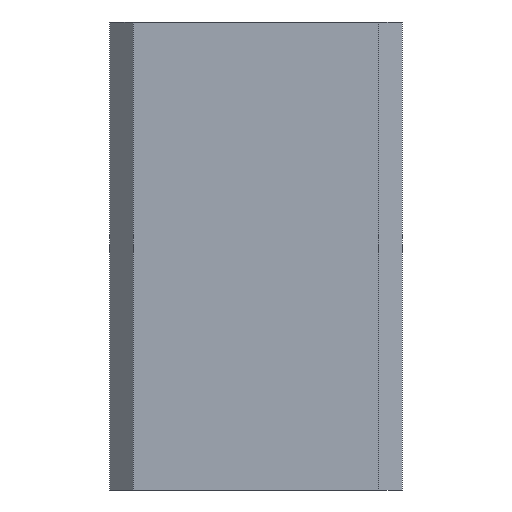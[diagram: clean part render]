
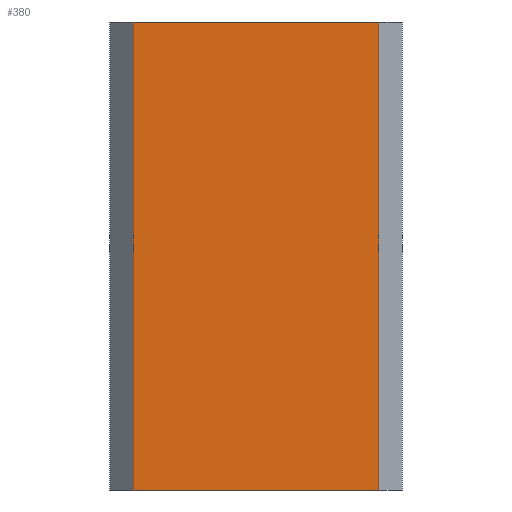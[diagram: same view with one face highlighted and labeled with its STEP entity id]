
A CAD part, front view. The second image highlights one B-rep face of the part: STEP entity #380.
In plain terms, the highlighted planar face has unit normal (0, -1, 0).
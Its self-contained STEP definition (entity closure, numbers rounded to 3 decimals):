
#28=PLANE('',#430);
#49=FACE_OUTER_BOUND('',#72,.T.);
#72=EDGE_LOOP('',(#317,#318,#319,#320));
#99=LINE('',#603,#138);
#116=LINE('',#638,#155);
#117=LINE('',#639,#156);
#118=LINE('',#640,#157);
#138=VECTOR('',#499,1000.);
#155=VECTOR('',#524,1000.);
#156=VECTOR('',#525,1000.);
#157=VECTOR('',#526,1000.);
#192=VERTEX_POINT('',#601);
#193=VERTEX_POINT('',#602);
#206=VERTEX_POINT('',#636);
#207=VERTEX_POINT('',#637);
#235=EDGE_CURVE('',#192,#193,#99,.T.);
#252=EDGE_CURVE('',#206,#207,#116,.T.);
#253=EDGE_CURVE('',#206,#192,#117,.T.);
#254=EDGE_CURVE('',#193,#207,#118,.T.);
#317=ORIENTED_EDGE('',*,*,#252,.F.);
#318=ORIENTED_EDGE('',*,*,#253,.T.);
#319=ORIENTED_EDGE('',*,*,#235,.T.);
#320=ORIENTED_EDGE('',*,*,#254,.T.);
#380=ADVANCED_FACE('',(#49),#28,.F.);
#430=AXIS2_PLACEMENT_3D('',#635,#522,#523);
#499=DIRECTION('',(1.,0.,0.));
#522=DIRECTION('center_axis',(0.,1.,0.));
#523=DIRECTION('ref_axis',(0.,0.,1.));
#524=DIRECTION('',(1.,0.,0.));
#525=DIRECTION('',(0.,0.,-1.));
#526=DIRECTION('',(0.,0.,1.));
#601=CARTESIAN_POINT('',(-87.442,8.784,-4.081));
#602=CARTESIAN_POINT('',(-55.942,8.784,-4.081));
#603=CARTESIAN_POINT('',(-90.442,8.784,-4.081));
#635=CARTESIAN_POINT('Origin',(-90.442,8.784,55.919));
#636=CARTESIAN_POINT('',(-87.442,8.784,55.919));
#637=CARTESIAN_POINT('',(-55.942,8.784,55.919));
#638=CARTESIAN_POINT('',(-90.442,8.784,55.919));
#639=CARTESIAN_POINT('',(-87.442,8.784,55.919));
#640=CARTESIAN_POINT('',(-55.942,8.784,55.919));
